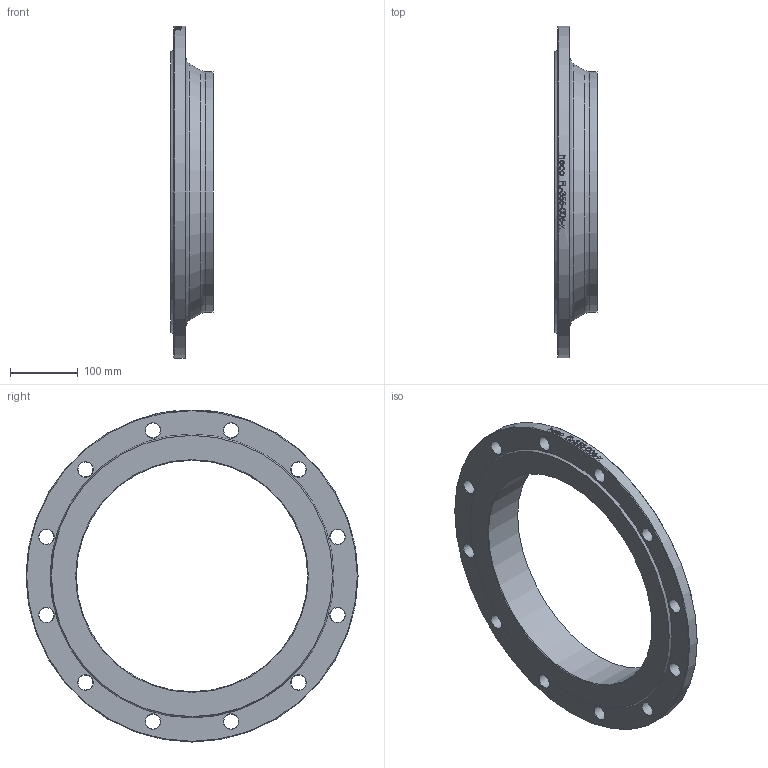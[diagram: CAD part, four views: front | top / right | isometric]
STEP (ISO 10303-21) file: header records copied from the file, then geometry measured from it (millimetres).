
FILE_DESCRIPTION (( 'STEP AP214' ), '1' );
FILE_NAME ('FL-355-006-x Vorschweissflansch PN6 Iso DIN2631 2008.STEP', '2020-08-31T09:51:05', ( '' ), ( '' ), 'SwSTEP 2.0', 'SolidWorks 2019', '' );
FILE_SCHEMA (( 'AUTOMOTIVE_DESIGN' ));
Length unit declared in the file: millimetre
Products named in the file (1): FL-355-006-x Vorschweissflansch PN6 Iso DIN2631 2008
Bounding box: 62 x 490 x 490 mm (x, y, z)
Volume: 2376621.3 mm3; surface area: 326192.8 mm2
Topology: 1 solids, 1 shells, 71 faces, 288 edges, 241 vertices
Faces by surface type: cylinder 36, cone 29, plane 4, torus 2
Full cylindrical faces by diameter (mm): 22 x12, 341.4 x1, 355.6 x1, 490 x1
Entity records: 6944 total; most frequent: CARTESIAN_POINT 4592, ORIENTED_EDGE 450, DIRECTION 352, VERTEX_POINT 225, EDGE_CURVE 225, EDGE_LOOP 166, AXIS2_PLACEMENT_3D 165, B_SPLINE_CURVE_WITH_KNOTS 110
